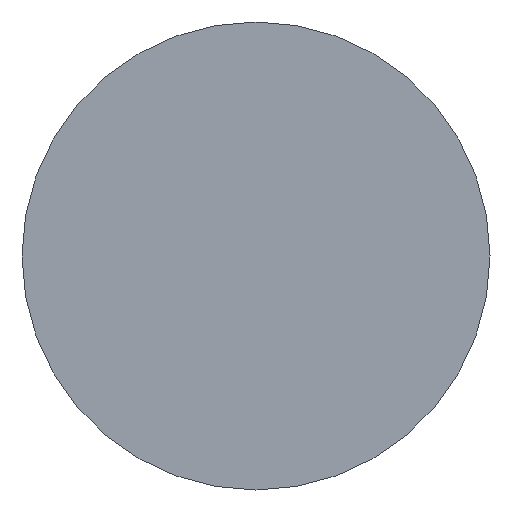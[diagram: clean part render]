
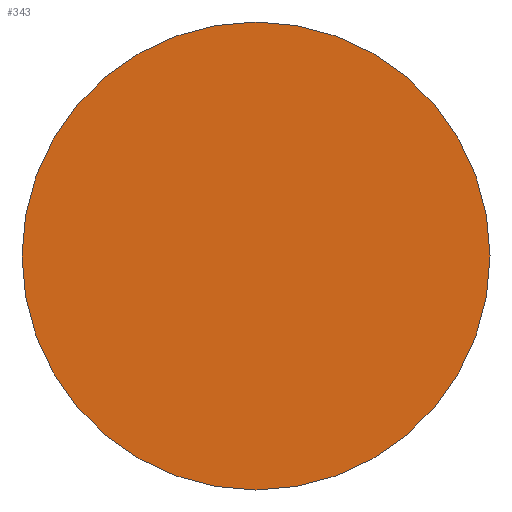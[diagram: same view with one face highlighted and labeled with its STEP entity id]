
A CAD part, front view. The second image highlights one B-rep face of the part: STEP entity #343.
In plain terms, the highlighted planar face has unit normal (0, -1, 0).
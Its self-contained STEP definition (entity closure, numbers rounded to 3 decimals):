
#24=PLANE('',#421);
#47=FACE_OUTER_BOUND('',#69,.T.);
#69=EDGE_LOOP('',(#294));
#126=CIRCLE('',#420,42.5);
#156=VERTEX_POINT('',#638);
#201=EDGE_CURVE('',#156,#156,#126,.T.);
#294=ORIENTED_EDGE('',*,*,#201,.T.);
#343=ADVANCED_FACE('',(#47),#24,.T.);
#420=AXIS2_PLACEMENT_3D('',#639,#540,#541);
#421=AXIS2_PLACEMENT_3D('',#641,#543,#544);
#540=DIRECTION('center_axis',(0.,-1.,0.));
#541=DIRECTION('ref_axis',(-1.,0.,0.));
#543=DIRECTION('center_axis',(0.,-1.,0.));
#544=DIRECTION('ref_axis',(0.,0.,-1.));
#638=CARTESIAN_POINT('',(42.5,0.,0.));
#639=CARTESIAN_POINT('Origin',(0.,0.,0.));
#641=CARTESIAN_POINT('Origin',(-21.25,0.,0.));
